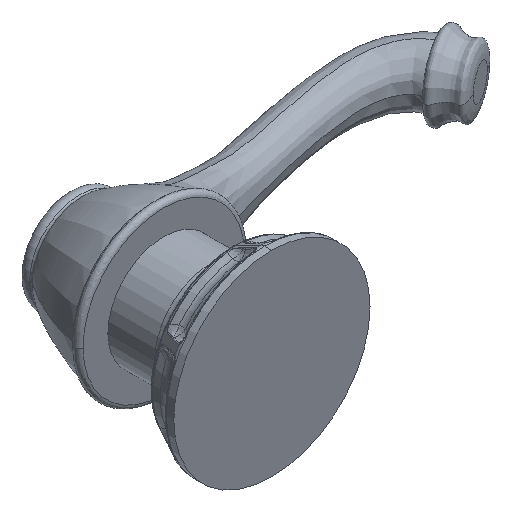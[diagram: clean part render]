
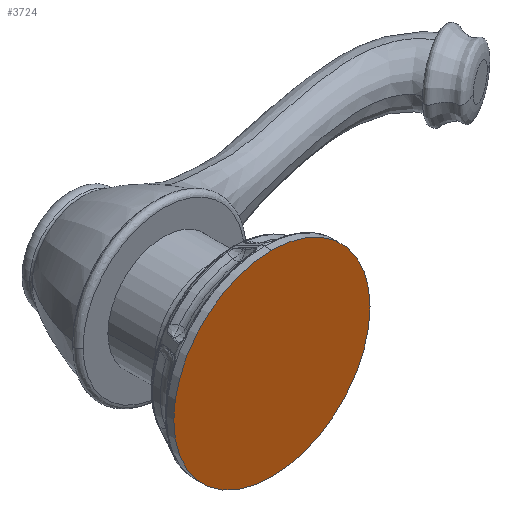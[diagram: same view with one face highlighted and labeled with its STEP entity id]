
A CAD part, isometric view. The second image highlights one B-rep face of the part: STEP entity #3724.
In plain terms, the highlighted planar face has unit normal (0, -1, 0).
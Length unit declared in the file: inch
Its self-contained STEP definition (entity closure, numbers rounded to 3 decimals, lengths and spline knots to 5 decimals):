
#2=CARTESIAN_POINT('',(0.,0.,0.));
#3=DIRECTION('',(0.,-1.,0.));
#4=DIRECTION('',(0.,0.,1.));
#5=AXIS2_PLACEMENT_3D('',#2,#3,#4);
#12=CARTESIAN_POINT('',(0.,0.,0.));
#13=DIRECTION('',(0.,1.,0.));
#14=DIRECTION('',(0.,0.,1.));
#15=AXIS2_PLACEMENT_3D('',#12,#13,#14);
#3623=CARTESIAN_POINT('',(0.,0.,1.0625));
#3624=CARTESIAN_POINT('',(0.,0.,-1.0625));
#3625=VERTEX_POINT('',#3623);
#3626=VERTEX_POINT('',#3624);
#3714=CARTESIAN_POINT('',(0.,0.,0.));
#3715=DIRECTION('',(0.,-1.,0.));
#3716=DIRECTION('',(0.,0.,-1.));
#3717=AXIS2_PLACEMENT_3D('',#3714,#3715,#3716);
#3718=PLANE('',#3717);
#3719=ORIENTED_EDGE('',*,*,#3703,.F.);
#3721=ORIENTED_EDGE('',*,*,#3720,.T.);
#3722=EDGE_LOOP('',(#3719,#3721));
#3723=FACE_OUTER_BOUND('',#3722,.F.);
#3724=ADVANCED_FACE('',(#3723),#3718,.T.);
#6=CIRCLE('',#5,1.0625);
#16=CIRCLE('',#15,1.0625);
#3703=EDGE_CURVE('',#3625,#3626,#6,.T.);
#3720=EDGE_CURVE('',#3625,#3626,#16,.T.);
